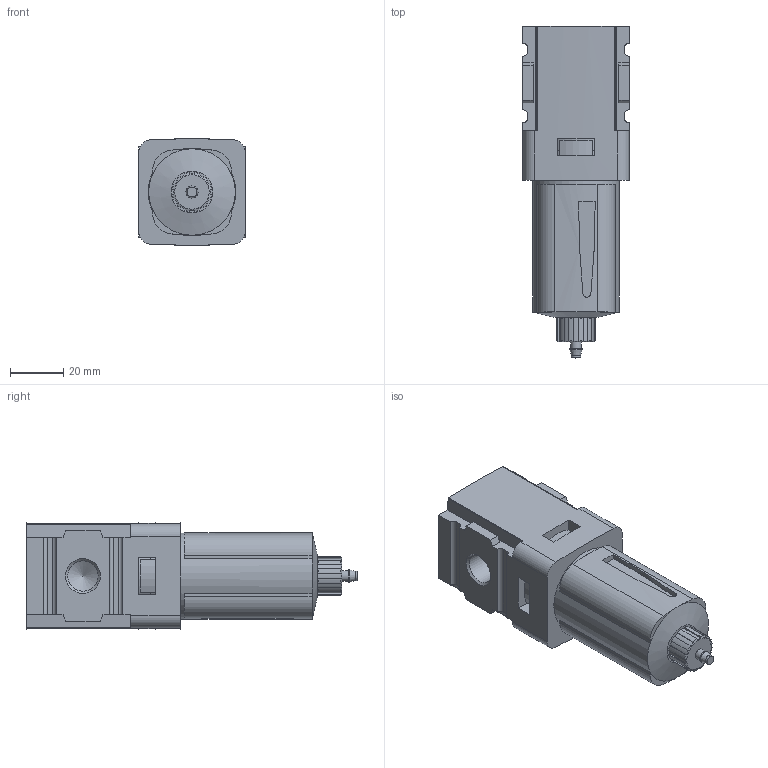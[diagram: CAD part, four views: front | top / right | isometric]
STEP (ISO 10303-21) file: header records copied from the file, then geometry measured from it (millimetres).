
FILE_DESCRIPTION( ( 'STEP AP214' ), ' ' );
FILE_NAME( 'P31FB12EGMN.stp', '2017-09-21T07:18:13', ( '' ), ( '' ), ' ', 'PARTsolutions', ' ' );
FILE_SCHEMA( ( 'AUTOMOTIVE_DESIGN { 1 0 10303 214 1 1 1 1 }' ) );
Length unit declared in the file: inch
Products named in the file (4): P31FB12EGMN; _P31FB12EGM_body; _P31FBGM_bowl; _P31FBGM_drain
Assembly tree (3 placements, depth 2):
  P31FB12EGMN
    _P31FB12EGM_body
    _P31FBGM_bowl
    _P31FBGM_drain
Bounding box: 40 x 124.8 x 39.98 mm (x, y, z)
Volume: 99955 mm3; surface area: 32198.6 mm2
Topology: 3 solids, 3 shells, 238 faces, 644 edges, 423 vertices
Faces by surface type: plane 145, cylinder 79, cone 11, torus 3
Full cylindrical faces by diameter (mm): 3.556 x1, 4.064 x1, 4.572 x1, 6.35 x1, 8.992 x1, 9.398 x1, 9.55 x1, 10.058 x1, 10.668 x1, 11.445 x2, 12.192 x1, 19 x1, 27.483 x1, 27.991 x1, 30.099 x2, 30.607 x2, 32.51 x1, 33.018 x1
Entity records: 9382 total; most frequent: CARTESIAN_POINT 1514, DIRECTION 1240, ORIENTED_EDGE 1194, EDGE_CURVE 597, AXIS2_PLACEMENT_3D 455, VERTEX_POINT 413, LINE 330, VECTOR 330
